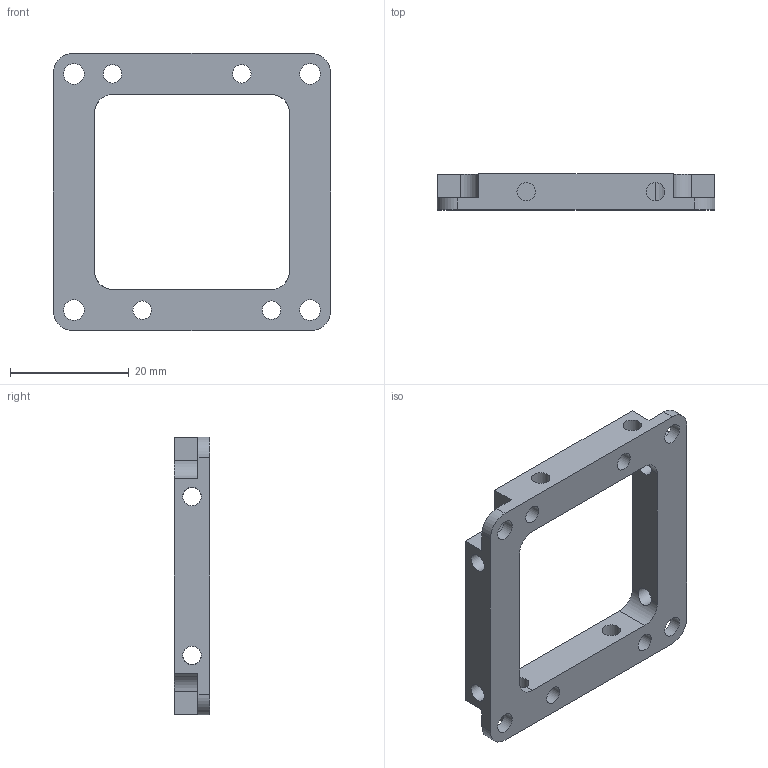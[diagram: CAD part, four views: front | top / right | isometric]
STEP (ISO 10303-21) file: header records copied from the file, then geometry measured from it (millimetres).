
FILE_DESCRIPTION(/* description */ (''),/* implementation_level */ '2;1');
FILE_NAME(/* name */ 'Y+ Rails.step',/* time_stamp */ '2023-06-20T11:42:06-04:00',/* author */ (''),/* organization */ (''),/* preprocessor_version */ 'ST-DEVELOPER v19.2',/* originating_system */ 'Autodesk Translation Framework v12.6.0.85',/* authorisation */ '');
FILE_SCHEMA (('AUTOMOTIVE_DESIGN { 1 0 10303 214 3 1 1 }'));
Length unit declared in the file: millimetre
Products named in the file (2): Y+ Rails; Component3
Assembly tree (1 placements, depth 2):
  Y+ Rails
    Component3
Bounding box: 46.8 x 6 x 46.8 mm (x, y, z)
Volume: 5275.5 mm3; surface area: 4684.4 mm2
Topology: 1 solids, 1 shells, 50 faces, 162 edges, 108 vertices
Faces by surface type: cylinder 28, plane 22
Full cylindrical faces by diameter (mm): 3.1 x12, 3.5 x4
Entity records: 2011 total; most frequent: CARTESIAN_POINT 429, ORIENTED_EDGE 324, DIRECTION 316, EDGE_CURVE 162, AXIS2_PLACEMENT_3D 111, VERTEX_POINT 108, LINE 94, VECTOR 94
